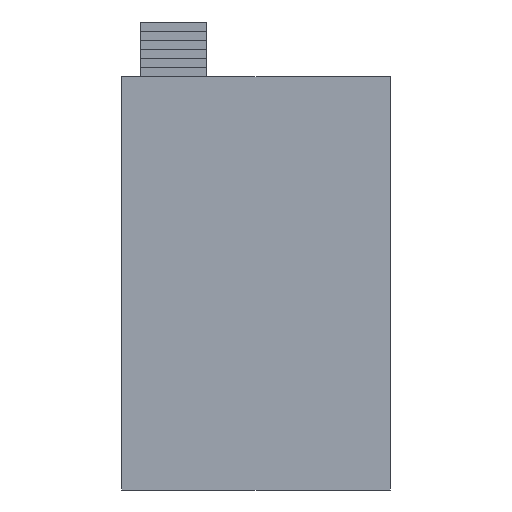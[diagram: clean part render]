
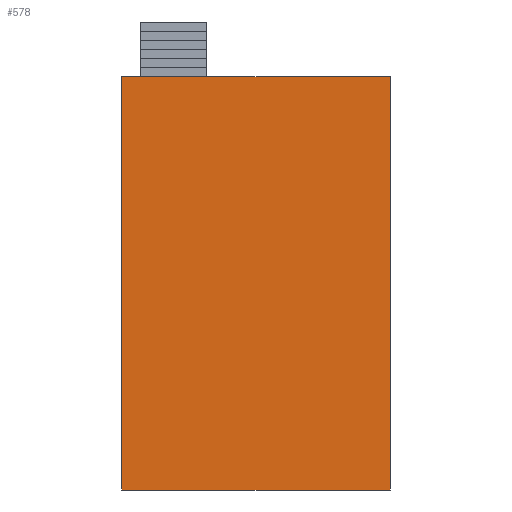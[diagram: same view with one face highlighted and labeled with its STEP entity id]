
A CAD part, front view. The second image highlights one B-rep face of the part: STEP entity #578.
In plain terms, the highlighted planar face has unit normal (0, -1, 0).
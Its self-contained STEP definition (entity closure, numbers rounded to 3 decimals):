
#264=EDGE_CURVE('',#300,#274,#716,.T.);
#268=EDGE_CURVE('',#274,#284,#720,.T.);
#274=VERTEX_POINT('',#726);
#282=EDGE_CURVE('',#308,#284,#735,.T.);
#284=VERTEX_POINT('',#737);
#288=EDGE_CURVE('',#300,#308,#741,.T.);
#300=VERTEX_POINT('',#756);
#308=VERTEX_POINT('',#764);
#578=ADVANCED_FACE('',(#1061),#1062,.T.);
#716=LINE('',#1206,#1207);
#720=LINE('',#1212,#1213);
#726=CARTESIAN_POINT('',(52.5,-12.5,100.0));
#735=LINE('',#1235,#1236);
#737=CARTESIAN_POINT('',(52.5,-12.5,0.));
#741=LINE('',#1245,#1246);
#756=CARTESIAN_POINT('',(-12.5,-12.5,100.0));
#764=CARTESIAN_POINT('',(-12.5,-12.5,0.));
#1061=FACE_OUTER_BOUND('',#1696,.T.);
#1062=PLANE('',#1697);
#1206=CARTESIAN_POINT('',(-12.5,-12.5,100.0));
#1207=VECTOR('',#1877,1.0);
#1212=CARTESIAN_POINT('',(52.5,-12.5,100.0));
#1213=VECTOR('',#1878,1.0);
#1235=CARTESIAN_POINT('',(-12.5,-12.5,0.));
#1236=VECTOR('',#1890,1.0);
#1245=CARTESIAN_POINT('',(-12.5,-12.5,100.0));
#1246=VECTOR('',#1892,1.0);
#1696=EDGE_LOOP('',(#2243,#2244,#2245,#2246));
#1697=AXIS2_PLACEMENT_3D('',#2247,#2248,#2249);
#1877=DIRECTION('',(1.0,0.0,0.0));
#1878=DIRECTION('',(0.0,0.0,-1.0));
#1890=DIRECTION('',(1.0,0.0,0.0));
#1892=DIRECTION('',(0.0,0.0,-1.0));
#2243=ORIENTED_EDGE('',*,*,#282,.T.);
#2244=ORIENTED_EDGE('',*,*,#268,.F.);
#2245=ORIENTED_EDGE('',*,*,#264,.F.);
#2246=ORIENTED_EDGE('',*,*,#288,.T.);
#2247=CARTESIAN_POINT('',(-12.5,-12.5,100.0));
#2248=DIRECTION('',(0.0,-1.0,0.0));
#2249=DIRECTION('',(0.0,0.0,-1.0));
